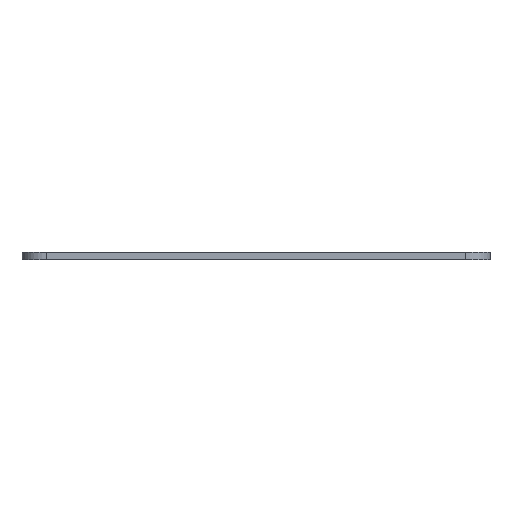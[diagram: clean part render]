
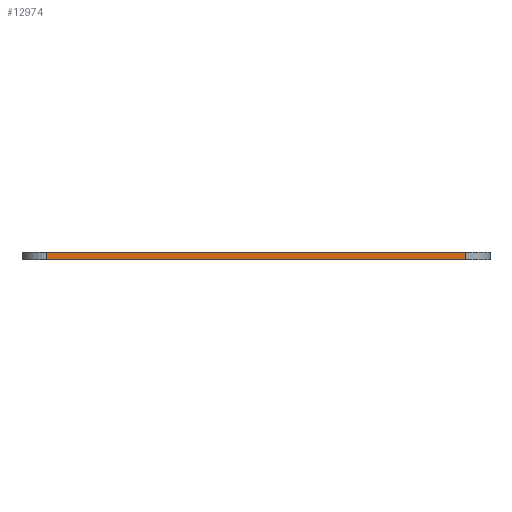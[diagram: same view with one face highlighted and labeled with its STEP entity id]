
A CAD part, left-side view. The second image highlights one B-rep face of the part: STEP entity #12974.
In plain terms, the highlighted planar face has unit normal (-1, 0, 0).
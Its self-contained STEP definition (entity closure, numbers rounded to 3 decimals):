
#1384=PLANE('',#13718);
#1682=FACE_OUTER_BOUND('',#2448,.T.);
#2448=EDGE_LOOP('',(#9600,#9601,#9602,#9603));
#3209=LINE('',#16523,#4321);
#3210=LINE('',#16526,#4322);
#3403=LINE('',#18774,#4515);
#3404=LINE('',#18775,#4516);
#4321=VECTOR('',#14128,10.);
#4322=VECTOR('',#14131,10.);
#4515=VECTOR('',#14382,10.);
#4516=VECTOR('',#14383,10.);
#5523=VERTEX_POINT('',#16516);
#5526=VERTEX_POINT('',#16521);
#5527=VERTEX_POINT('',#16525);
#6048=VERTEX_POINT('',#18773);
#6923=EDGE_CURVE('',#5526,#5523,#3209,.T.);
#6924=EDGE_CURVE('',#5527,#5523,#3210,.T.);
#7446=EDGE_CURVE('',#6048,#5526,#3403,.T.);
#7447=EDGE_CURVE('',#5527,#6048,#3404,.T.);
#9600=ORIENTED_EDGE('',*,*,#6923,.F.);
#9601=ORIENTED_EDGE('',*,*,#7446,.F.);
#9602=ORIENTED_EDGE('',*,*,#7447,.F.);
#9603=ORIENTED_EDGE('',*,*,#6924,.T.);
#12974=ADVANCED_FACE('',(#1682),#1384,.T.);
#13718=AXIS2_PLACEMENT_3D('',#18772,#14380,#14381);
#14128=DIRECTION('',(0.,0.,1.));
#14131=DIRECTION('',(0.,1.,0.));
#14380=DIRECTION('center_axis',(-1.,0.,0.));
#14381=DIRECTION('ref_axis',(0.,-1.,0.));
#14382=DIRECTION('',(0.,1.,0.));
#14383=DIRECTION('',(0.,0.,-1.));
#16516=CARTESIAN_POINT('',(-15.87,79.16,1.5));
#16521=CARTESIAN_POINT('',(-15.87,79.16,0.));
#16523=CARTESIAN_POINT('',(-15.87,79.16,0.));
#16525=CARTESIAN_POINT('',(-15.87,-7.29,1.5));
#16526=CARTESIAN_POINT('',(-15.87,60.048,1.5));
#18772=CARTESIAN_POINT('Origin',(-15.87,84.16,0.));
#18773=CARTESIAN_POINT('',(-15.87,-7.29,0.));
#18774=CARTESIAN_POINT('',(-15.87,-12.29,0.));
#18775=CARTESIAN_POINT('',(-15.87,-7.29,0.));
